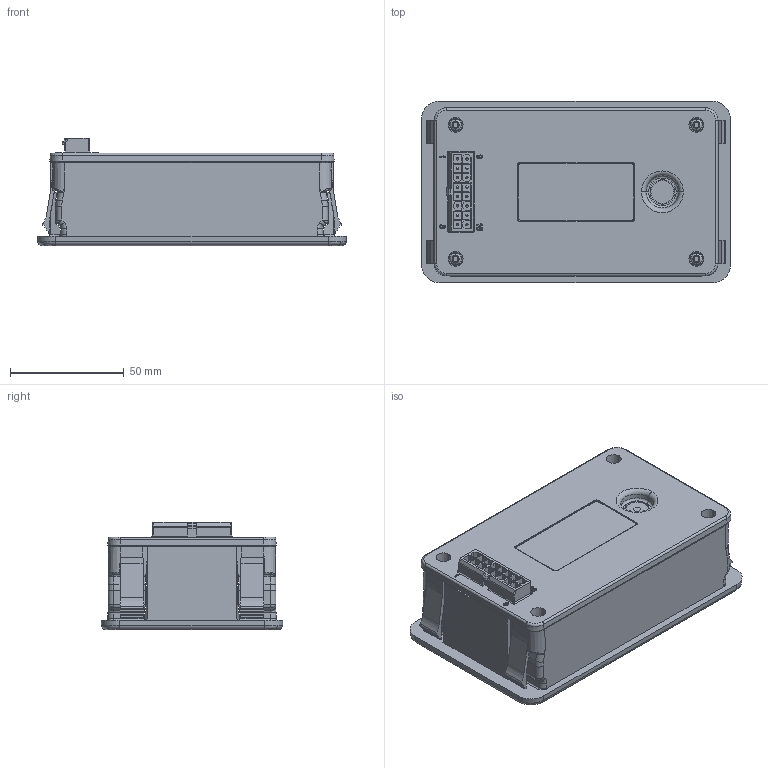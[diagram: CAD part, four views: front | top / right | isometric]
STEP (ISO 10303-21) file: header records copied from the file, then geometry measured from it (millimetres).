
FILE_DESCRIPTION (( 'STEP AP214' ), '1' );
FILE_NAME ('Outline for 3301_12192019.STEP', '2019-12-20T00:25:47', ( '' ), ( '' ), 'SwSTEP 2.0', 'SolidWorks 2019', '' );
FILE_SCHEMA (( 'AUTOMOTIVE_DESIGN' ));
Length unit declared in the file: millimetre
Products named in the file (1): Outline for 3301_12192019
Bounding box: 136 x 80 x 47.2 mm (x, y, z)
Surface area: 49385.4 mm2 (no closed solid volume)
Topology: 0 solids, 17 shells, 679 faces, 2124 edges, 1429 vertices
Faces by surface type: plane 240, cylinder 238, bspline 121, sphere 32, torus 24, cone 24
Entity records: 34858 total; most frequent: CARTESIAN_POINT 12157, ORIENTED_EDGE 3539, DIRECTION 3294, EDGE_CURVE 2055, VERTEX_POINT 1397, AXIS2_PLACEMENT_3D 1122, LINE 1050, VECTOR 1050
